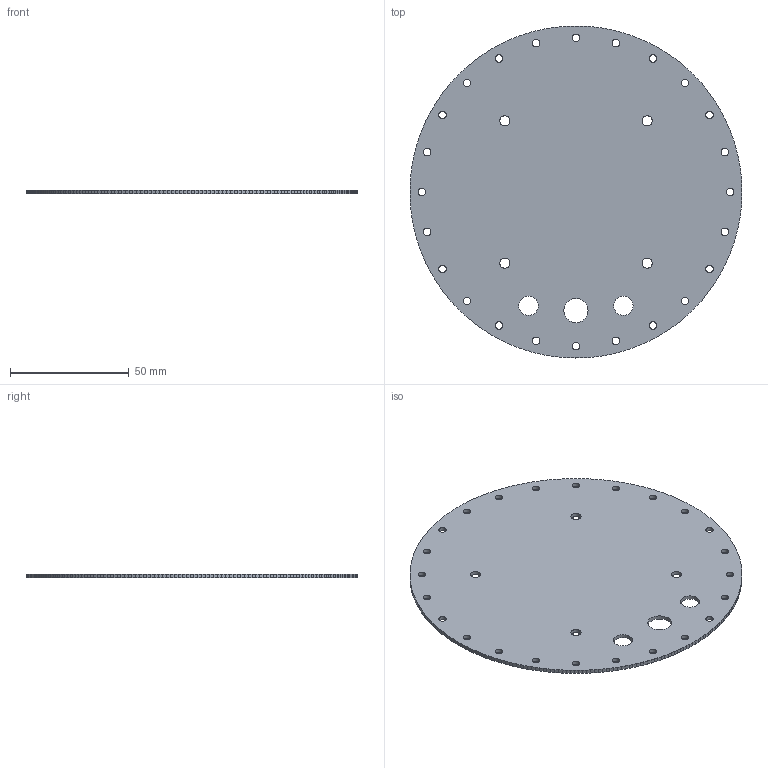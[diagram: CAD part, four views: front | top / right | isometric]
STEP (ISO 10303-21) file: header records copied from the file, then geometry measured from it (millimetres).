
FILE_DESCRIPTION(('KiCad electronic assembly'),'2;1');
FILE_NAME('AvionicsMountPlate.step','2023-05-20T22:04:07',('Pcbnew'),( 'Kicad'),'Open CASCADE STEP processor 7.6','KiCad to STEP converter' ,'Unknown');
FILE_SCHEMA(('AUTOMOTIVE_DESIGN { 1 0 10303 214 1 1 1 1 }'));
Length unit declared in the file: millimetre
Products named in the file (2): AvionicsMountPlate 1; PCB
Assembly tree (1 placements, depth 2):
  AvionicsMountPlate 1
    PCB
Bounding box: 140 x 140 x 1.6 mm (x, y, z)
Volume: 23926.2 mm3; surface area: 31217.7 mm2
Topology: 1 solids, 1 shells, 296 faces, 882 edges, 588 vertices
Faces by surface type: plane 265, cylinder 31
Full cylindrical faces by diameter (mm): 3.2 x24, 4.3 x4, 8.2 x2, 10.2 x1
Entity records: 21611 total; most frequent: CARTESIAN_POINT 3904, DIRECTION 3242, LINE 2522, VECTOR 2522, ORIENTED_EDGE 1764, PCURVE 1764, DEFINITIONAL_REPRESENTATION 1764, EDGE_CURVE 882
